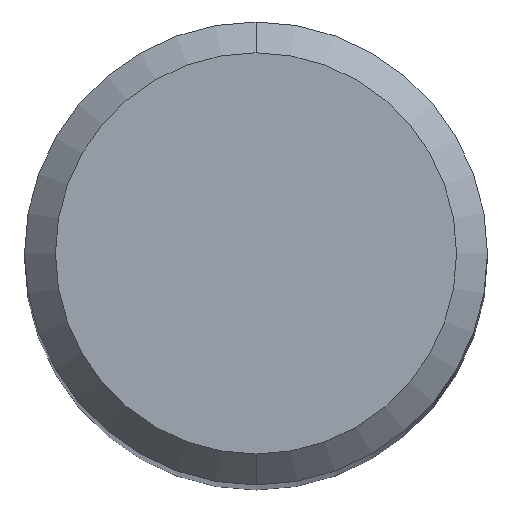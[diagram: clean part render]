
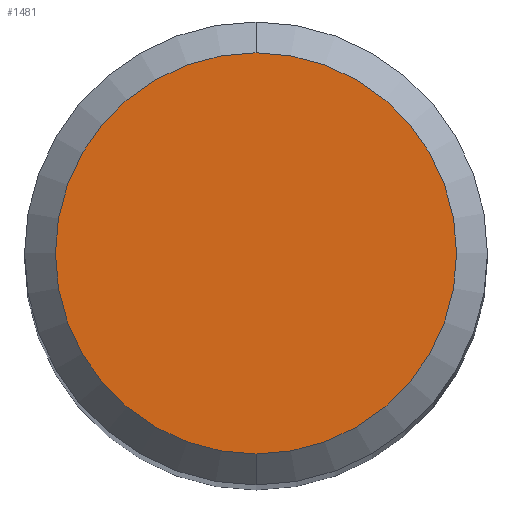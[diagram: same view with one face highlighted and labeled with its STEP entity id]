
A CAD part, top view. The second image highlights one B-rep face of the part: STEP entity #1481.
In plain terms, the highlighted planar face has unit normal (0, 0, 1).
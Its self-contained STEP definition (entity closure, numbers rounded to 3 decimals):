
#621=VERTEX_POINT('',#1656);
#913=EDGE_CURVE('',#1413,#621,#1966,.T.);
#1191=EDGE_CURVE('',#621,#1413,#2270,.T.);
#1413=VERTEX_POINT('',#2516);
#1481=ADVANCED_FACE('',(#2590),#2591,.T.);
#1656=CARTESIAN_POINT('',(0.,-2.6,0.0));
#1966=CIRCLE('',#4802,2.6);
#2270=CIRCLE('',#6413,2.6);
#2516=CARTESIAN_POINT('',(0.0,2.6,0.0));
#2590=FACE_OUTER_BOUND('',#8513,.T.);
#2591=PLANE('',#8514);
#4802=AXIS2_PLACEMENT_3D('',#9080,#9081,#9082);
#6413=AXIS2_PLACEMENT_3D('',#9436,#9437,#9438);
#8513=EDGE_LOOP('',(#9779,#9780));
#8514=AXIS2_PLACEMENT_3D('',#9781,#9782,#9783);
#9080=CARTESIAN_POINT('',(0.0,0.0,0.0));
#9081=DIRECTION('',(0.0,0.0,-1.0));
#9082=DIRECTION('',(0.0,1.0,0.0));
#9436=CARTESIAN_POINT('',(0.0,0.0,0.0));
#9437=DIRECTION('',(0.0,0.0,-1.0));
#9438=DIRECTION('',(0.0,1.0,0.0));
#9779=ORIENTED_EDGE('',*,*,#913,.F.);
#9780=ORIENTED_EDGE('',*,*,#1191,.F.);
#9781=CARTESIAN_POINT('',(0.0,1.3,0.0));
#9782=DIRECTION('',(-0.0,0.0,1.0));
#9783=DIRECTION('',(0.0,-1.0,0.0));
